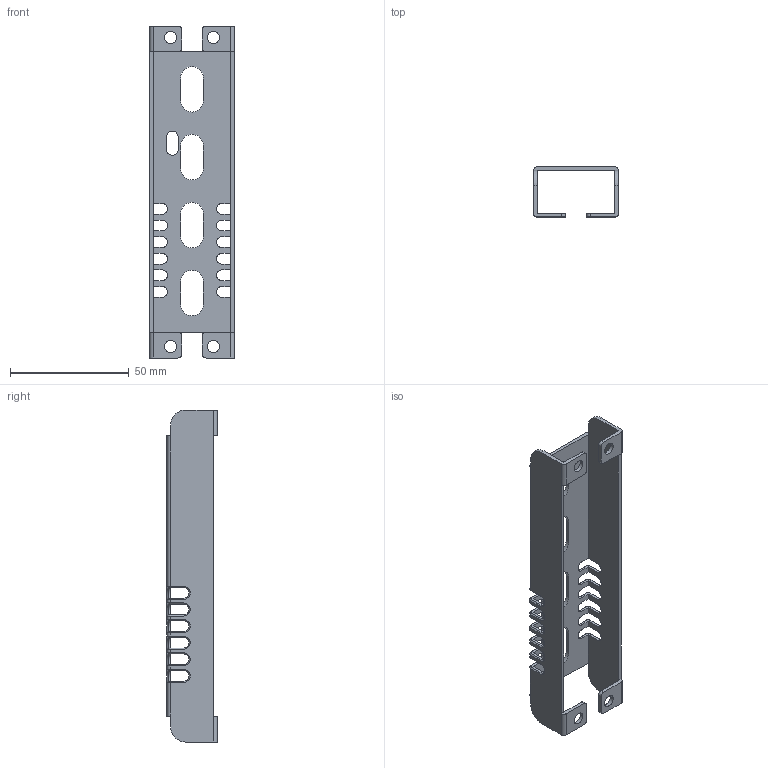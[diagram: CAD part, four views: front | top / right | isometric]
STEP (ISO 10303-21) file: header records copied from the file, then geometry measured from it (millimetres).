
FILE_DESCRIPTION((''),'2;1');
FILE_NAME('141835_SW','2008-08-15T',('banengservice'),('BANNER ENGINEERING'),'PRO/ENGINEER BY PARAMETRIC TECHNOLOGY CORPORATION, 2006170','PRO/ENGINEER BY PARAMETRIC TECHNOLOGY CORPORATION, 2006170','');
FILE_SCHEMA(('CONFIG_CONTROL_DESIGN'));
Length unit declared in the file: inch
Products named in the file (1): 141835_SW
Bounding box: 35.66 x 21.18 x 139.7 mm (x, y, z)
Volume: 12786.2 mm3; surface area: 18169.3 mm2
Topology: 1 solids, 1 shells, 236 faces, 666 edges, 408 vertices
Faces by surface type: plane 116, cylinder 72, cone 48
Entity records: 7642 total; most frequent: ORIENTED_EDGE 1332, DIRECTION 1330, CARTESIAN_POINT 1310, EDGE_CURVE 666, VECTOR 474, LINE 474, AXIS2_PLACEMENT_3D 428, VERTEX_POINT 408
